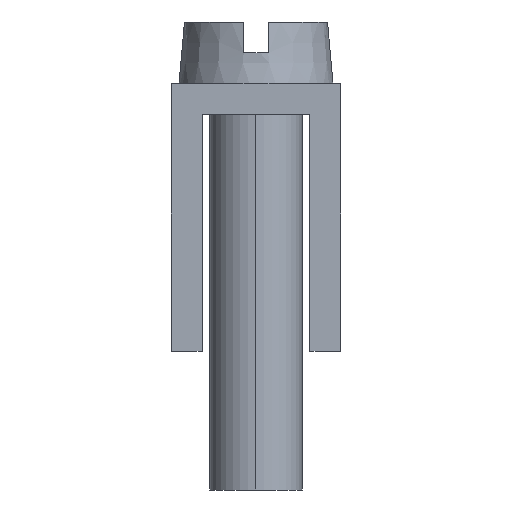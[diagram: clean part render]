
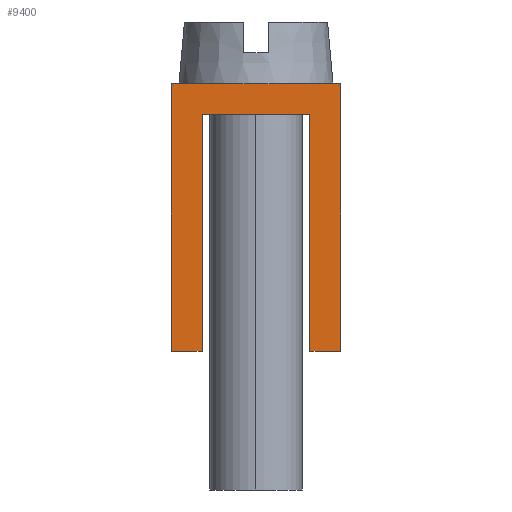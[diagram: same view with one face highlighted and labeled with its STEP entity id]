
A CAD part, left-side view. The second image highlights one B-rep face of the part: STEP entity #9400.
In plain terms, the highlighted face is planar.
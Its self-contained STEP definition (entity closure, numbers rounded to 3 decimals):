
#5070=CARTESIAN_POINT('',(49.929,-17.728,-52.825));
#5080=VERTEX_POINT('',#5070);
#5110=CARTESIAN_POINT('',(49.929,-18.228,-52.825));
#5120=DIRECTION('',(0.,1.,0.));
#5130=VECTOR('',#5120,1.);
#5140=LINE('',#5110,#5130);
#5150=CARTESIAN_POINT('',(49.929,-26.428,-52.825));
#5160=VERTEX_POINT('',#5150);
#5170=EDGE_CURVE('',#5160,#5080,#5140,.T.);
#5420=CARTESIAN_POINT('',(18.812,-26.428,-52.825));
#5430=DIRECTION('',(1.,0.,0.));
#5440=VECTOR('',#5430,1.);
#5450=LINE('',#5420,#5440);
#5460=CARTESIAN_POINT('',(48.929,-26.428,-52.825));
#5470=VERTEX_POINT('',#5460);
#5480=EDGE_CURVE('',#5470,#5160,#5450,.T.);
#5760=CARTESIAN_POINT('',(48.929,-18.728,-52.825));
#5770=VERTEX_POINT('',#5760);
#5820=CARTESIAN_POINT('',(48.929,-18.228,-52.825));
#5830=DIRECTION('',(0.,-1.,0.));
#5840=VECTOR('',#5830,1.);
#5850=LINE('',#5820,#5840);
#5860=EDGE_CURVE('',#5770,#5470,#5850,.T.);
#8800=CARTESIAN_POINT('',(50.293,-27.302,-52.825));
#8810=DIRECTION('',(0.,0.,1.));
#8820=DIRECTION('',(-1.,0.,0.));
#8830=AXIS2_PLACEMENT_3D('',#8800,#8810,#8820);
#8840=PLANE('',#8830);
#8850=CARTESIAN_POINT('',(18.812,-18.728,-52.825));
#8860=DIRECTION('',(1.,0.,0.));
#8870=VECTOR('',#8860,1.);
#8880=LINE('',#8850,#8870);
#8890=CARTESIAN_POINT('',(45.429,-18.728,-52.825));
#8900=VERTEX_POINT('',#8890);
#8910=EDGE_CURVE('',#8900,#5770,#8880,.T.);
#8920=ORIENTED_EDGE('',*,*,#8910,.F.);
#8930=ORIENTED_EDGE('',*,*,#5860,.F.);
#8940=ORIENTED_EDGE('',*,*,#5480,.F.);
#8950=ORIENTED_EDGE('',*,*,#5170,.F.);
#8960=CARTESIAN_POINT('',(18.812,-17.728,-52.825));
#8970=DIRECTION('',(-1.,0.,0.));
#8980=VECTOR('',#8970,1.);
#8990=LINE('',#8960,#8980);
#9000=CARTESIAN_POINT('',(48.215,-17.728,
-52.825));
#9010=VERTEX_POINT('',#9000);
#9020=EDGE_CURVE('',#5080,#9010,#8990,.T.);
#9030=ORIENTED_EDGE('',*,*,#9020,.F.);
#9040=CARTESIAN_POINT('',(18.812,-17.728,-52.825));
#9050=DIRECTION('',(1.,0.,0.));
#9060=VECTOR('',#9050,1.);
#9070=LINE('',#9040,#9060);
#9080=CARTESIAN_POINT('',(46.142,-17.728,
-52.825));
#9090=VERTEX_POINT('',#9080);
#9100=EDGE_CURVE('',#9090,#9010,#9070,.T.);
#9110=ORIENTED_EDGE('',*,*,#9100,.T.);
#9120=CARTESIAN_POINT('',(44.429,-17.728,-52.825));
#9130=VERTEX_POINT('',#9120);
#9140=EDGE_CURVE('',#9090,#9130,#8990,.T.);
#9150=ORIENTED_EDGE('',*,*,#9140,.F.);
#9160=CARTESIAN_POINT('',(44.429,-18.228,-52.825));
#9170=DIRECTION('',(0.,-1.,0.));
#9180=VECTOR('',#9170,1.);
#9190=LINE('',#9160,#9180);
#9200=CARTESIAN_POINT('',(44.429,-26.428,-52.825));
#9210=VERTEX_POINT('',#9200);
#9220=EDGE_CURVE('',#9130,#9210,#9190,.T.);
#9230=ORIENTED_EDGE('',*,*,#9220,.F.);
#9240=CARTESIAN_POINT('',(18.812,-26.428,-52.825));
#9250=DIRECTION('',(1.,0.,0.));
#9260=VECTOR('',#9250,1.);
#9270=LINE('',#9240,#9260);
#9280=CARTESIAN_POINT('',(45.429,-26.428,-52.825));
#9290=VERTEX_POINT('',#9280);
#9300=EDGE_CURVE('',#9210,#9290,#9270,.T.);
#9310=ORIENTED_EDGE('',*,*,#9300,.F.);
#9320=CARTESIAN_POINT('',(45.429,-18.228,-52.825));
#9330=DIRECTION('',(0.,1.,0.));
#9340=VECTOR('',#9330,1.);
#9350=LINE('',#9320,#9340);
#9360=EDGE_CURVE('',#9290,#8900,#9350,.T.);
#9370=ORIENTED_EDGE('',*,*,#9360,.F.);
#9380=EDGE_LOOP('',(#9370,#9310,#9230,#9150,#9110,#9030,#8950,#8940,
#8930,#8920));
#9390=FACE_OUTER_BOUND('',#9380,.T.);
#9400=ADVANCED_FACE('',(#9390),#8840,.F.);
